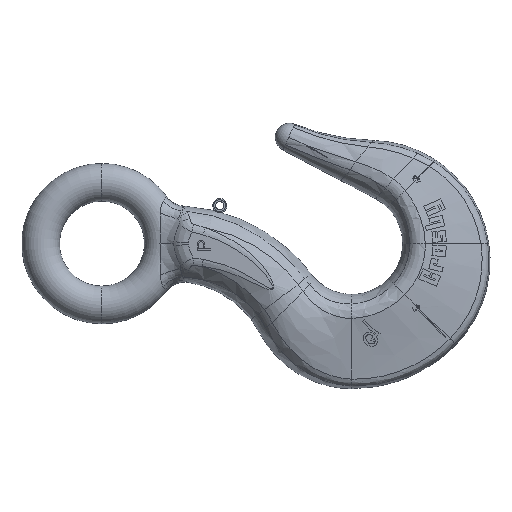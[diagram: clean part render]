
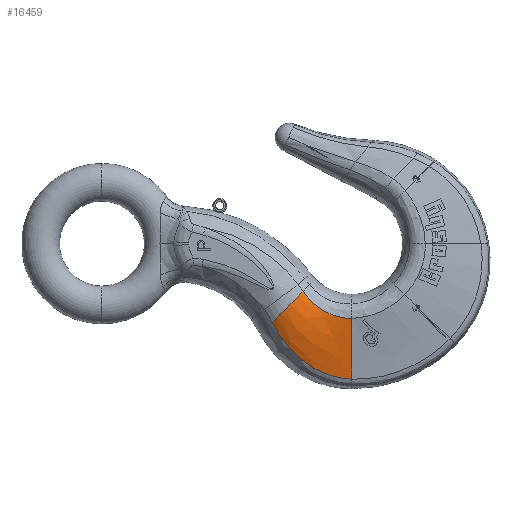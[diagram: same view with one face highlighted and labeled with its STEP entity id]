
A CAD part, left-side view. The second image highlights one B-rep face of the part: STEP entity #16459.
In plain terms, the highlighted free-form (B-spline) face has degree [3, 3] with [11, 7] control points.
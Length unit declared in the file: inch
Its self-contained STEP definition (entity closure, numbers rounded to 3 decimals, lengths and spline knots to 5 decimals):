
#3832=CARTESIAN_POINT('',(-1.69736,-11.26933,
-4.16398));
#3833=CARTESIAN_POINT('',(-1.75867,-11.33608,
-4.10006));
#3834=CARTESIAN_POINT('',(-1.86519,-11.47544,
-3.96635));
#3835=CARTESIAN_POINT('',(-1.97604,-11.69614,
-3.7526));
#3836=CARTESIAN_POINT('',(-2.03829,-11.92056,
-3.53184));
#3837=CARTESIAN_POINT('',(-2.05338,-12.14264,
-3.30946));
#3838=CARTESIAN_POINT('',(-2.025,-12.35654,
-3.09139));
#3839=CARTESIAN_POINT('',(-1.95683,-12.55826,
-2.88306));
#3840=CARTESIAN_POINT('',(-1.85434,-12.74495,
-2.68994));
#3841=CARTESIAN_POINT('',(-1.76656,-12.85837,
-2.57469));
#3842=CARTESIAN_POINT('',(-1.71872,-12.91237,
-2.52097));
#4160=CARTESIAN_POINT('',(-1.71872,-12.91237,
-2.52097));
#4161=CARTESIAN_POINT('',(-1.72262,-13.06298,
-2.74587));
#4162=CARTESIAN_POINT('',(-1.73619,-13.40927,
-3.15681));
#4163=CARTESIAN_POINT('',(-1.76346,-14.03714,
-3.61977));
#4164=CARTESIAN_POINT('',(-1.78722,-14.74356,
-3.90387));
#4165=CARTESIAN_POINT('',(-1.79347,-15.24507,
-3.96314));
#4166=CARTESIAN_POINT('',(-1.79238,-15.4975,-3.95917));
#4168=DIRECTION('',(-0.215,0.,0.977));
#4169=VECTOR('',#4168,3.29894);
#4170=CARTESIAN_POINT('',(-1.08152,-15.4975,-7.18061));
#4171=LINE('',#4170,#4169);
#6076=CARTESIAN_POINT('',(-1.69736,-11.26933,
-4.16398));
#6077=CARTESIAN_POINT('',(-1.6766,-11.48075,
-4.59021));
#6078=CARTESIAN_POINT('',(-1.60121,-11.98923,
-5.3892));
#6079=CARTESIAN_POINT('',(-1.4284,-12.98013,
-6.3454));
#6080=CARTESIAN_POINT('',(-1.23769,-14.16249,
-6.98651));
#6081=CARTESIAN_POINT('',(-1.12633,-15.04428,
-7.16247));
#6082=CARTESIAN_POINT('',(-1.08152,-15.4975,-7.18061));
#6090=CARTESIAN_POINT('',(-1.08152,-15.4975,-7.18061));
#6103=CARTESIAN_POINT('',(-1.69736,-11.26933,
-4.16398));
#7183=VERTEX_POINT('',#6103);
#7184=VERTEX_POINT('',#3842);
#7187=VERTEX_POINT('',#6090);
#7188=CARTESIAN_POINT('',(-1.79238,-15.4975,-3.95917));
#7189=VERTEX_POINT('',#7188);
#16373=CARTESIAN_POINT('',(-1.68539,-11.23086,
-4.13114));
#16374=CARTESIAN_POINT('',(-1.66585,-11.44779,
-4.57629));
#16375=CARTESIAN_POINT('',(-1.59137,-11.96483,
-5.39566));
#16376=CARTESIAN_POINT('',(-1.41891,-12.97144,
-6.36755));
#16377=CARTESIAN_POINT('',(-1.22772,-14.17476,
-7.021));
#16378=CARTESIAN_POINT('',(-1.11538,-15.08056,
-7.19639));
#16379=CARTESIAN_POINT('',(-1.06998,-15.55593,
-7.2093));
#16380=CARTESIAN_POINT('',(-1.75304,-11.30269,
-4.06345));
#16381=CARTESIAN_POINT('',(-1.73017,-11.5149,
-4.50308));
#16382=CARTESIAN_POINT('',(-1.6482,-12.02226,
-5.31013));
#16383=CARTESIAN_POINT('',(-1.46383,-13.0122,
-6.26347));
#16384=CARTESIAN_POINT('',(-1.26191,-14.19632,
-6.90186));
#16385=CARTESIAN_POINT('',(-1.14454,-15.0875,
-7.07174));
#16386=CARTESIAN_POINT('',(-1.09749,-15.55496,
-7.08353));
#16387=CARTESIAN_POINT('',(-1.86526,-11.44793,
-3.92632));
#16388=CARTESIAN_POINT('',(-1.83896,-11.65187,
-4.35357));
#16389=CARTESIAN_POINT('',(-1.74775,-12.14108,
-5.1344));
#16390=CARTESIAN_POINT('',(-1.5464,-13.09736,
-6.05038));
#16391=CARTESIAN_POINT('',(-1.32815,-14.24143,
-6.65944));
#16392=CARTESIAN_POINT('',(-1.20288,-15.10193,
-6.819));
#16393=CARTESIAN_POINT('',(-1.15332,-15.55294,
-6.82886));
#16394=CARTESIAN_POINT('',(-1.97892,-11.67521,
-3.70968));
#16395=CARTESIAN_POINT('',(-1.95268,-11.86995,
-4.11321));
#16396=CARTESIAN_POINT('',(-1.85893,-12.33502,
-4.84821));
#16397=CARTESIAN_POINT('',(-1.64952,-13.23884,
-5.70537));
#16398=CARTESIAN_POINT('',(-1.42236,-14.31658,
-6.27165));
#16399=CARTESIAN_POINT('',(-1.29281,-15.12572,
-6.41769));
#16400=CARTESIAN_POINT('',(-1.24212,-15.54961,
-6.42547));
#16401=CARTESIAN_POINT('',(-2.0409,-11.90034,
-3.49186));
#16402=CARTESIAN_POINT('',(-2.01711,-12.08863,
-3.86775));
#16403=CARTESIAN_POINT('',(-1.92848,-12.53296,
-4.55216));
#16404=CARTESIAN_POINT('',(-1.72687,-13.38523,
-5.34907));
#16405=CARTESIAN_POINT('',(-1.50711,-14.39478,
-5.8742));
#16406=CARTESIAN_POINT('',(-1.38179,-15.15038,
-6.00844));
#16407=CARTESIAN_POINT('',(-1.33293,-15.54615,
-6.0148));
#16408=CARTESIAN_POINT('',(-2.05565,-12.12299,
-3.27273));
#16409=CARTESIAN_POINT('',(-2.03505,-12.30606,
-3.61804));
#16410=CARTESIAN_POINT('',(-1.95701,-12.73144,
-4.24789));
#16411=CARTESIAN_POINT('',(-1.7781,-13.53336,
-4.98218));
#16412=CARTESIAN_POINT('',(-1.58237,-14.47452,
-5.46591));
#16413=CARTESIAN_POINT('',(-1.47025,-15.17559,
-5.58889));
#16414=CARTESIAN_POINT('',(-1.42635,-15.54262,
-5.59407));
#16415=CARTESIAN_POINT('',(-2.02689,-12.33746,
-3.05803));
#16416=CARTESIAN_POINT('',(-2.00966,-12.51534,
-3.37163));
#16417=CARTESIAN_POINT('',(-1.9466,-12.92266,
-3.94509));
#16418=CARTESIAN_POINT('',(-1.80373,-13.67695,
-4.61476));
#16419=CARTESIAN_POINT('',(-1.64734,-14.5526,
-5.0556));
#16420=CARTESIAN_POINT('',(-1.55682,-15.20049,
-5.16669));
#16421=CARTESIAN_POINT('',(-1.52076,-15.53913,
-5.17047));
#16422=CARTESIAN_POINT('',(-1.95827,-12.53986,
-2.85296));
#16423=CARTESIAN_POINT('',(-1.94504,-12.71148,
-3.13594));
#16424=CARTESIAN_POINT('',(-1.90136,-13.10063,
-3.65378));
#16425=CARTESIAN_POINT('',(-1.80626,-13.81091,
-4.25729));
#16426=CARTESIAN_POINT('',(-1.70223,-14.62637,
-4.65229));
#16427=CARTESIAN_POINT('',(-1.6403,-15.22433,
-4.74952));
#16428=CARTESIAN_POINT('',(-1.61451,-15.5358,
-4.75116));
#16429=CARTESIAN_POINT('',(-1.85235,-12.73242,
-2.65765));
#16430=CARTESIAN_POINT('',(-1.84526,-12.89597,
-2.91258));
#16431=CARTESIAN_POINT('',(-1.8268,-13.26585,
-3.37682));
#16432=CARTESIAN_POINT('',(-1.7905,-13.93526,
-3.91127));
#16433=CARTESIAN_POINT('',(-1.74974,-14.69582,
-4.25466));
#16434=CARTESIAN_POINT('',(-1.72195,-15.24715,
-4.33425));
#16435=CARTESIAN_POINT('',(-1.70834,-15.53261,
-4.3324));
#16436=CARTESIAN_POINT('',(-1.75947,-12.85063,
-2.53995));
#16437=CARTESIAN_POINT('',(-1.75943,-13.00771,
-2.77974));
#16438=CARTESIAN_POINT('',(-1.76295,-13.36429,
-3.21195));
#16439=CARTESIAN_POINT('',(-1.77165,-14.00918,
-3.69941));
#16440=CARTESIAN_POINT('',(-1.77713,-14.73772,
-4.00399));
#16441=CARTESIAN_POINT('',(-1.7737,-15.26118,
-4.06847));
#16442=CARTESIAN_POINT('',(-1.76876,-15.53065,
-4.06304));
#16443=CARTESIAN_POINT('',(-1.70657,-12.90887,
-2.4833));
#16444=CARTESIAN_POINT('',(-1.71147,-13.06254,
-2.71647));
#16445=CARTESIAN_POINT('',(-1.7281,-13.41234,
-3.13349));
#16446=CARTESIAN_POINT('',(-1.76112,-14.04523,
-3.59672));
#16447=CARTESIAN_POINT('',(-1.79058,-14.75824,
-3.88018));
#16448=CARTESIAN_POINT('',(-1.79952,-15.26808,
-3.93594));
#16449=CARTESIAN_POINT('',(-1.79898,-15.52968,
-3.92831));
#16450=B_SPLINE_SURFACE_WITH_KNOTS('',3,3,((#16373,#16374,#16375,#16376,#16377,
#16378,#16379),(#16380,#16381,#16382,#16383,#16384,#16385,#16386),(#16387,
#16388,#16389,#16390,#16391,#16392,#16393),(#16394,#16395,#16396,#16397,#16398,
#16399,#16400),(#16401,#16402,#16403,#16404,#16405,#16406,#16407),(#16408,
#16409,#16410,#16411,#16412,#16413,#16414),(#16415,#16416,#16417,#16418,#16419,
#16420,#16421),(#16422,#16423,#16424,#16425,#16426,#16427,#16428),(#16429,
#16430,#16431,#16432,#16433,#16434,#16435),(#16436,#16437,#16438,#16439,#16440,
#16441,#16442),(#16443,#16444,#16445,#16446,#16447,#16448,#16449)),
.UNSPECIFIED.,.F.,.F.,.F.,(4,1,1,1,1,1,1,1,4),(4,1,1,1,4),(0.20065,
0.25933,0.31386,0.36838,0.42291,
0.47744,0.53197,0.5865,0.64541),(
0.032,0.09622,0.15816,0.22011,
0.2847),.UNSPECIFIED.);
#16451=ORIENTED_EDGE('',*,*,#15242,.T.);
#16452=ORIENTED_EDGE('',*,*,#16122,.T.);
#16454=ORIENTED_EDGE('',*,*,#16453,.F.);
#16456=ORIENTED_EDGE('',*,*,#16455,.F.);
#16457=EDGE_LOOP('',(#16451,#16452,#16454,#16456));
#16458=FACE_OUTER_BOUND('',#16457,.F.);
#16459=ADVANCED_FACE('',(#16458),#16450,.F.);
#3843=B_SPLINE_CURVE_WITH_KNOTS('',3,(#3832,#3833,#3834,#3835,#3836,#3837,#3838,
#3839,#3840,#3841,#3842),.UNSPECIFIED.,.F.,.F.,(4,1,1,1,1,1,1,1,4),(0.,
0.125,0.25,0.375,0.5,0.625,0.75,0.875,1.),.UNSPECIFIED.);
#4167=B_SPLINE_CURVE_WITH_KNOTS('',3,(#4160,#4161,#4162,#4163,#4164,#4165,
#4166),.UNSPECIFIED.,.F.,.F.,(4,1,1,1,4),(0.,0.25,0.5,0.75,1.),
.UNSPECIFIED.);
#6083=B_SPLINE_CURVE_WITH_KNOTS('',3,(#6076,#6077,#6078,#6079,#6080,#6081,
#6082),.UNSPECIFIED.,.F.,.F.,(4,1,1,1,4),(0.,0.25,0.5,0.75,1.),
.UNSPECIFIED.);
#15242=EDGE_CURVE('',#7183,#7184,#3843,.T.);
#16122=EDGE_CURVE('',#7184,#7189,#4167,.T.);
#16453=EDGE_CURVE('',#7187,#7189,#4171,.T.);
#16455=EDGE_CURVE('',#7183,#7187,#6083,.T.);
